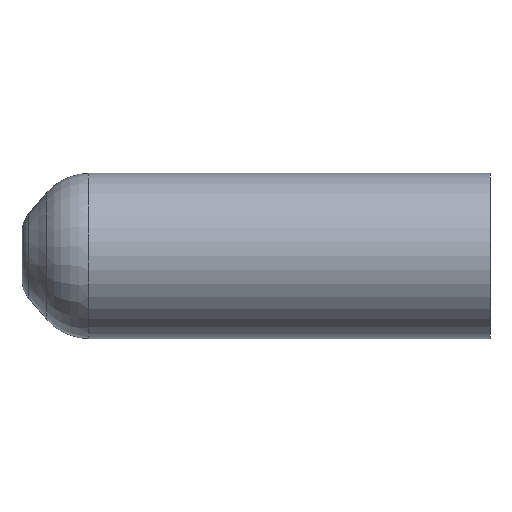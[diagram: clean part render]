
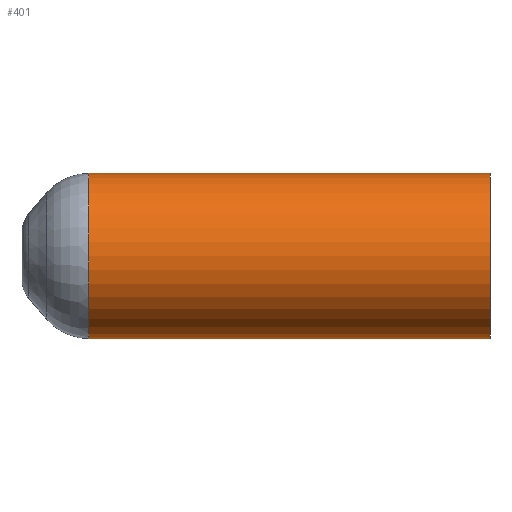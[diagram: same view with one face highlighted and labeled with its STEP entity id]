
A CAD part, top view. The second image highlights one B-rep face of the part: STEP entity #401.
In plain terms, the highlighted cylindrical face has radius 6 mm (diameter 12 mm), a partial arc.
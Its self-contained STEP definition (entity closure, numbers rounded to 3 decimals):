
#16 = EDGE_LOOP ( 'NONE', ( #19, #580, #143, #198 ) ) ;
#19 = ORIENTED_EDGE ( 'NONE', *, *, #377, .T. ) ;
#51 = VERTEX_POINT ( 'NONE', #545 ) ;
#74 = CARTESIAN_POINT ( 'NONE',  ( 0., 6., 0. ) ) ;
#76 = AXIS2_PLACEMENT_3D ( 'NONE', #362, #321, #335 ) ;
#93 = AXIS2_PLACEMENT_3D ( 'NONE', #261, #260, #254 ) ;
#134 = VERTEX_POINT ( 'NONE', #517 ) ;
#138 = AXIS2_PLACEMENT_3D ( 'NONE', #380, #373, #371 ) ;
#143 = ORIENTED_EDGE ( 'NONE', *, *, #435, .F. ) ;
#198 = ORIENTED_EDGE ( 'NONE', *, *, #341, .F. ) ;
#254 = DIRECTION ( 'NONE',  ( 0., -1., 0. ) ) ;
#260 = DIRECTION ( 'NONE',  ( -1., 0., 0. ) ) ;
#261 = CARTESIAN_POINT ( 'NONE',  ( -29.16, 0., 0. ) ) ;
#307 = EDGE_CURVE ( 'NONE', #588, #379, #364, .T. ) ;
#309 = CIRCLE ( 'NONE', #93, 6. ) ;
#321 = DIRECTION ( 'NONE',  ( -1., 0., 0. ) ) ;
#326 = CIRCLE ( 'NONE', #138, 6. ) ;
#335 = DIRECTION ( 'NONE',  ( 0., -1., 0. ) ) ;
#341 = EDGE_CURVE ( 'NONE', #134, #51, #576, .T. ) ;
#348 = VECTOR ( 'NONE', #487, 1000. ) ;
#352 = VECTOR ( 'NONE', #558, 1000. ) ;
#362 = CARTESIAN_POINT ( 'NONE',  ( -43.323, 0., 0. ) ) ;
#364 = LINE ( 'NONE', #548, #352 ) ;
#371 = DIRECTION ( 'NONE',  ( 0., -1., 0. ) ) ;
#373 = DIRECTION ( 'NONE',  ( -1., 0., 0. ) ) ;
#377 = EDGE_CURVE ( 'NONE', #134, #588, #326, .T. ) ;
#379 = VERTEX_POINT ( 'NONE', #399 ) ;
#380 = CARTESIAN_POINT ( 'NONE',  ( 0., 0., 0. ) ) ;
#399 = CARTESIAN_POINT ( 'NONE',  ( -29.16, 6., 0. ) ) ;
#401 = ADVANCED_FACE ( 'NONE', ( #420 ), #406, .T. ) ;
#406 = CYLINDRICAL_SURFACE ( 'NONE', #76, 6. ) ;
#420 = FACE_OUTER_BOUND ( 'NONE', #16, .T. ) ;
#435 = EDGE_CURVE ( 'NONE', #51, #379, #309, .T. ) ;
#460 = CARTESIAN_POINT ( 'NONE',  ( -43.323, -6., 0. ) ) ;
#487 = DIRECTION ( 'NONE',  ( -1., 0., 0. ) ) ;
#517 = CARTESIAN_POINT ( 'NONE',  ( 0., -6., 0. ) ) ;
#545 = CARTESIAN_POINT ( 'NONE',  ( -29.16, -6., 0. ) ) ;
#548 = CARTESIAN_POINT ( 'NONE',  ( -43.323, 6., 0. ) ) ;
#558 = DIRECTION ( 'NONE',  ( -1., 0., 0. ) ) ;
#576 = LINE ( 'NONE', #460, #348 ) ;
#580 = ORIENTED_EDGE ( 'NONE', *, *, #307, .T. ) ;
#588 = VERTEX_POINT ( 'NONE', #74 ) ;
